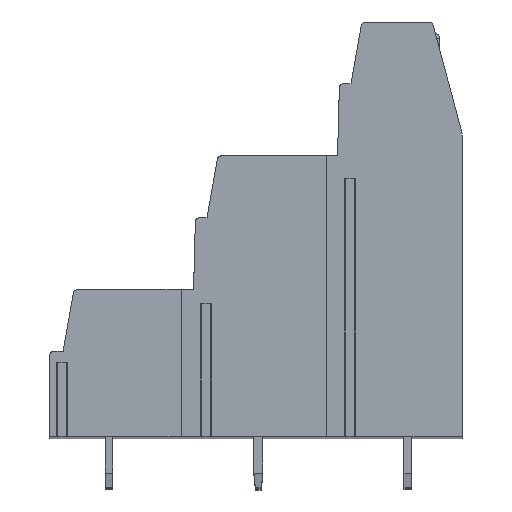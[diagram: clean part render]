
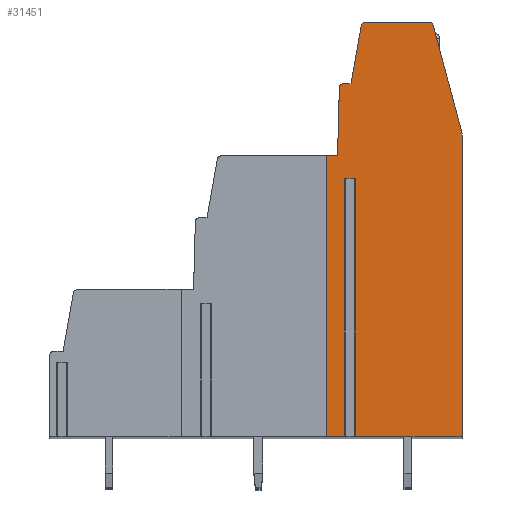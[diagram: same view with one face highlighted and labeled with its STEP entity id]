
A CAD part, top view. The second image highlights one B-rep face of the part: STEP entity #31451.
In plain terms, the highlighted planar face has unit normal (0, 0, 1).
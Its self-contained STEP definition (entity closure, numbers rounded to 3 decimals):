
#14=DIRECTION('',(-1.,0.,0.));
#15=VECTOR('',#14,0.743);
#16=CARTESIAN_POINT('',(1.908,2.65,83.82));
#17=LINE('',#16,#15);
#18=DIRECTION('',(0.,-1.,0.));
#19=VECTOR('',#18,17.55);
#20=CARTESIAN_POINT('',(1.165,2.65,83.82));
#21=LINE('',#20,#19);
#22=DIRECTION('',(1.,0.,0.));
#23=VECTOR('',#22,1.228);
#24=CARTESIAN_POINT('',(-0.063,-14.9,83.82));
#25=LINE('',#24,#23);
#26=DIRECTION('',(-1.,0.,0.));
#27=VECTOR('',#26,0.75);
#28=CARTESIAN_POINT('',(0.687,4.2,83.82));
#29=LINE('',#28,#27);
#30=DIRECTION('',(-0.026,-1.,0.));
#31=VECTOR('',#30,4.609);
#32=CARTESIAN_POINT('',(0.808,8.808,83.82));
#33=LINE('',#32,#31);
#34=CARTESIAN_POINT('',(1.108,8.8,83.82));
#35=DIRECTION('',(0.,0.,1.));
#36=DIRECTION('',(0.,1.,0.));
#37=AXIS2_PLACEMENT_3D('',#34,#35,#36);
#39=DIRECTION('',(-1.,0.,0.));
#40=VECTOR('',#39,0.497);
#41=CARTESIAN_POINT('',(1.605,9.1,83.82));
#42=LINE('',#41,#40);
#43=DIRECTION('',(-0.174,-0.985,0.));
#44=VECTOR('',#43,4.013);
#45=CARTESIAN_POINT('',(2.301,13.052,83.82));
#46=LINE('',#45,#44);
#47=CARTESIAN_POINT('',(2.597,13.,83.82));
#48=DIRECTION('',(0.,0.,1.));
#49=DIRECTION('',(0.,1.,0.));
#50=AXIS2_PLACEMENT_3D('',#47,#48,#49);
#52=DIRECTION('',(-1.,0.,0.));
#53=VECTOR('',#52,4.31);
#54=CARTESIAN_POINT('',(6.907,13.3,83.82));
#55=LINE('',#54,#53);
#56=CARTESIAN_POINT('',(6.907,13.,83.82));
#57=DIRECTION('',(0.,0.,1.));
#58=DIRECTION('',(0.966,0.259,0.));
#59=AXIS2_PLACEMENT_3D('',#56,#57,#58);
#61=CARTESIAN_POINT('',(8.187,5.518,83.82));
#62=DIRECTION('',(0.,0.,1.));
#63=DIRECTION('',(1.,0.,0.));
#64=AXIS2_PLACEMENT_3D('',#61,#62,#63);
#66=DIRECTION('',(0.,1.,0.));
#67=VECTOR('',#66,20.418);
#68=CARTESIAN_POINT('',(9.187,-14.9,83.82));
#69=LINE('',#68,#67);
#70=DIRECTION('',(1.,0.,0.));
#71=VECTOR('',#70,7.279);
#72=CARTESIAN_POINT('',(1.908,-14.9,83.82));
#73=LINE('',#72,#71);
#74=DIRECTION('',(0.,-1.,0.));
#75=VECTOR('',#74,17.55);
#76=CARTESIAN_POINT('',(1.908,2.65,83.82));
#77=LINE('',#76,#75);
#9980=DIRECTION('',(-0.259,0.966,0.));
#9981=VECTOR('',#9980,7.558);
#9982=CARTESIAN_POINT('',(9.153,5.777,83.82));
#9983=LINE('',#9982,#9981);
#16825=DIRECTION('',(0.,-1.,0.));
#16826=VECTOR('',#16825,19.1);
#16827=CARTESIAN_POINT('',(-0.063,4.2,83.82));
#16828=LINE('',#16827,#16826);
#24777=CARTESIAN_POINT('',(9.187,-14.9,83.82));
#24778=CARTESIAN_POINT('',(9.187,5.518,83.82));
#24779=VERTEX_POINT('',#24777);
#24780=VERTEX_POINT('',#24778);
#24781=CARTESIAN_POINT('',(9.153,5.777,83.82));
#24782=VERTEX_POINT('',#24781);
#24783=CARTESIAN_POINT('',(7.197,13.078,83.82));
#24784=CARTESIAN_POINT('',(6.907,13.3,83.82));
#24785=VERTEX_POINT('',#24783);
#24786=VERTEX_POINT('',#24784);
#24787=CARTESIAN_POINT('',(2.597,13.3,83.82));
#24788=VERTEX_POINT('',#24787);
#24789=CARTESIAN_POINT('',(2.301,13.052,83.82));
#24790=VERTEX_POINT('',#24789);
#24791=CARTESIAN_POINT('',(1.605,9.1,83.82));
#24792=VERTEX_POINT('',#24791);
#24793=CARTESIAN_POINT('',(1.108,9.1,83.82));
#24794=VERTEX_POINT('',#24793);
#24795=CARTESIAN_POINT('',(0.808,8.808,83.82));
#24796=VERTEX_POINT('',#24795);
#24797=CARTESIAN_POINT('',(0.687,4.2,83.82));
#24798=VERTEX_POINT('',#24797);
#24837=CARTESIAN_POINT('',(-0.063,-14.9,83.82));
#24839=VERTEX_POINT('',#24837);
#24845=CARTESIAN_POINT('',(-0.063,4.2,83.82));
#24846=VERTEX_POINT('',#24845);
#24893=CARTESIAN_POINT('',(1.908,2.65,83.82));
#24894=CARTESIAN_POINT('',(1.165,2.65,83.82));
#24895=VERTEX_POINT('',#24893);
#24896=VERTEX_POINT('',#24894);
#24897=CARTESIAN_POINT('',(1.908,-14.9,83.82));
#24898=VERTEX_POINT('',#24897);
#24899=CARTESIAN_POINT('',(1.165,-14.9,83.82));
#24900=VERTEX_POINT('',#24899);
#31410=CARTESIAN_POINT('',(0.,0.,83.82));
#31411=DIRECTION('',(0.,0.,1.));
#31412=DIRECTION('',(1.,0.,0.));
#31413=AXIS2_PLACEMENT_3D('',#31410,#31411,#31412);
#31414=PLANE('',#31413);
#31416=ORIENTED_EDGE('',*,*,#31415,.T.);
#31418=ORIENTED_EDGE('',*,*,#31417,.T.);
#31420=ORIENTED_EDGE('',*,*,#31419,.F.);
#31422=ORIENTED_EDGE('',*,*,#31421,.F.);
#31424=ORIENTED_EDGE('',*,*,#31423,.F.);
#31426=ORIENTED_EDGE('',*,*,#31425,.F.);
#31428=ORIENTED_EDGE('',*,*,#31427,.F.);
#31430=ORIENTED_EDGE('',*,*,#31429,.F.);
#31432=ORIENTED_EDGE('',*,*,#31431,.F.);
#31434=ORIENTED_EDGE('',*,*,#31433,.F.);
#31436=ORIENTED_EDGE('',*,*,#31435,.F.);
#31438=ORIENTED_EDGE('',*,*,#31437,.F.);
#31440=ORIENTED_EDGE('',*,*,#31439,.F.);
#31442=ORIENTED_EDGE('',*,*,#31441,.F.);
#31444=ORIENTED_EDGE('',*,*,#31443,.F.);
#31446=ORIENTED_EDGE('',*,*,#31445,.F.);
#31448=ORIENTED_EDGE('',*,*,#31447,.F.);
#31449=EDGE_LOOP('',(#31416,#31418,#31420,#31422,#31424,#31426,#31428,#31430,
#31432,#31434,#31436,#31438,#31440,#31442,#31444,#31446,#31448));
#31450=FACE_OUTER_BOUND('',#31449,.F.);
#38=CIRCLE('',#37,0.3);
#51=CIRCLE('',#50,0.3);
#60=CIRCLE('',#59,0.3);
#65=CIRCLE('',#64,1.);
#31415=EDGE_CURVE('',#24895,#24896,#17,.T.);
#31417=EDGE_CURVE('',#24896,#24900,#21,.T.);
#31419=EDGE_CURVE('',#24839,#24900,#25,.T.);
#31421=EDGE_CURVE('',#24846,#24839,#16828,.T.);
#31423=EDGE_CURVE('',#24798,#24846,#29,.T.);
#31425=EDGE_CURVE('',#24796,#24798,#33,.T.);
#31427=EDGE_CURVE('',#24794,#24796,#38,.T.);
#31429=EDGE_CURVE('',#24792,#24794,#42,.T.);
#31431=EDGE_CURVE('',#24790,#24792,#46,.T.);
#31433=EDGE_CURVE('',#24788,#24790,#51,.T.);
#31435=EDGE_CURVE('',#24786,#24788,#55,.T.);
#31437=EDGE_CURVE('',#24785,#24786,#60,.T.);
#31439=EDGE_CURVE('',#24782,#24785,#9983,.T.);
#31441=EDGE_CURVE('',#24780,#24782,#65,.T.);
#31443=EDGE_CURVE('',#24779,#24780,#69,.T.);
#31445=EDGE_CURVE('',#24898,#24779,#73,.T.);
#31447=EDGE_CURVE('',#24895,#24898,#77,.T.);
#31451=ADVANCED_FACE('',(#31450),#31414,.T.);
